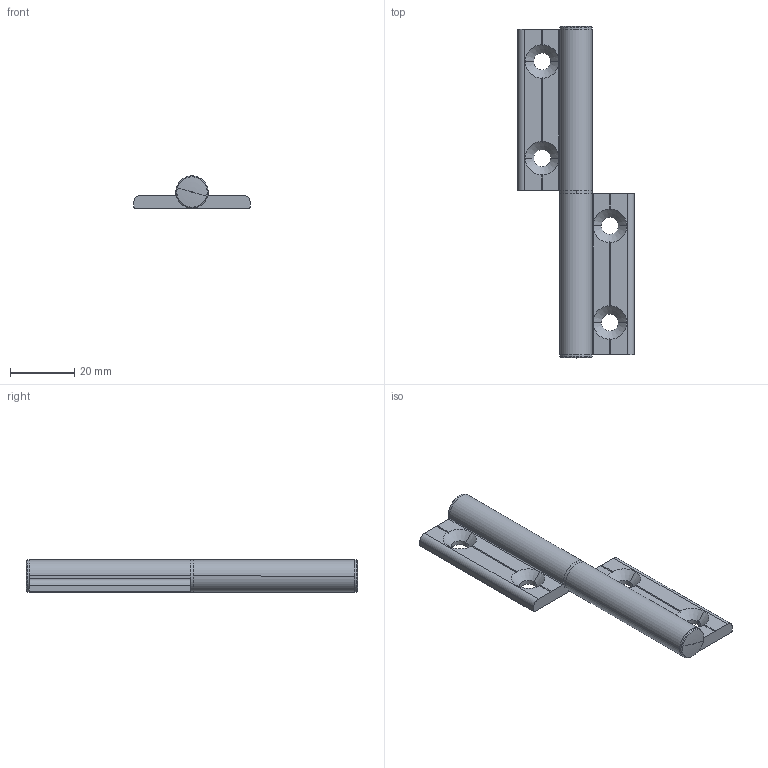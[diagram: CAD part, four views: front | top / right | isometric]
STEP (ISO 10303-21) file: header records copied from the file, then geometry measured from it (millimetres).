
FILE_DESCRIPTION (( 'STEP AP214' ), '1' );
FILE_NAME ('SAFE00H1169-Charnière 20x20 Al PP0.step', '2023-03-24T09:28:36', ( 'Altae' ), ( '' ), 'SwSTEP 2.0', 'SolidWorks 2021', '' );
FILE_SCHEMA (( 'AUTOMOTIVE_DESIGN' ));
Length unit declared in the file: millimetre
Products named in the file (4): 01^SAFE00H1169-Charnière 20x20 Al PP0; 02^SAFE00H1169-Charnière 20x20 Al PP0; SAFE00H1169-Charnière 20x20 Al PP0; 03^SAFE00H1169-Charnière 20x20 Al PP0
Assembly tree (5 placements, depth 2):
  SAFE00H1169-Charnière 20x20 Al PP0
    01^SAFE00H1169-Charnière 20x20 Al PP0
    02^SAFE00H1169-Charnière 20x20 Al PP0  x2
    03^SAFE00H1169-Charnière 20x20 Al PP0  x2
Bounding box: 36 x 103 x 10 mm (x, y, z)
Volume: 11651.4 mm3; surface area: 9981 mm2
Topology: 5 solids, 5 shells, 186 faces, 486 edges, 312 vertices
Faces by surface type: plane 66, cylinder 54, torus 36, cone 30
Entity records: 3326 total; most frequent: CARTESIAN_POINT 712, DIRECTION 540, ORIENTED_EDGE 512, EDGE_CURVE 256, AXIS2_PLACEMENT_3D 224, VERTEX_POINT 164, CIRCLE 116, EDGE_LOOP 108
